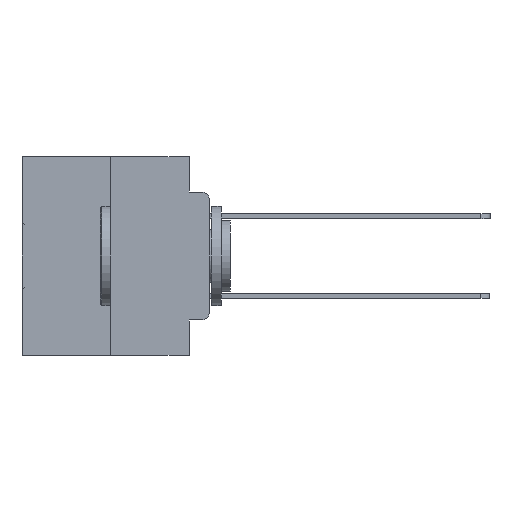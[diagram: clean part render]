
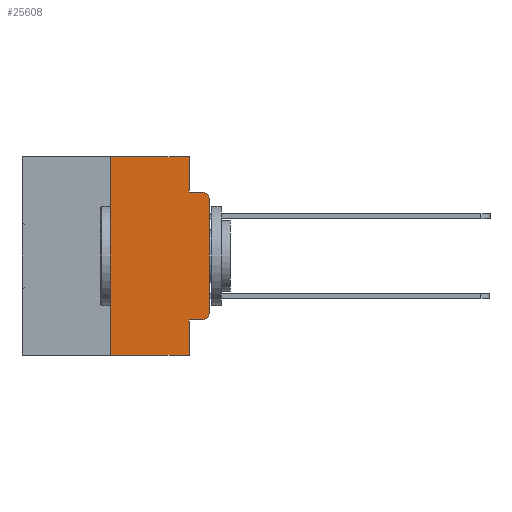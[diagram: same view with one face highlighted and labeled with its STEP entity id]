
A CAD part, left-side view. The second image highlights one B-rep face of the part: STEP entity #25608.
In plain terms, the highlighted planar face has unit normal (-1, 0, 0).
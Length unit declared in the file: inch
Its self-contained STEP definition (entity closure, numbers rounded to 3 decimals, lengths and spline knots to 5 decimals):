
#504 = LINE ( 'NONE', #10338, #21356 ) ;
#1610 = VERTEX_POINT ( 'NONE', #15781 ) ;
#1833 = CARTESIAN_POINT ( 'NONE',  ( 0., 0.473, -0.5 ) ) ;
#2357 = VERTEX_POINT ( 'NONE', #4439 ) ;
#3206 = CARTESIAN_POINT ( 'NONE',  ( 0., 0.25, 0. ) ) ;
#3439 = EDGE_CURVE ( 'NONE', #26595, #1610, #504, .T. ) ;
#4439 = CARTESIAN_POINT ( 'NONE',  ( 0., 0., -0.3915 ) ) ;
#5226 = ORIENTED_EDGE ( 'NONE', *, *, #29171, .T. ) ;
#5658 = VERTEX_POINT ( 'NONE', #28354 ) ;
#5742 = CARTESIAN_POINT ( 'NONE',  ( 0., 0.25, -0.5 ) ) ;
#6201 = VECTOR ( 'NONE', #19325, 39.37008 ) ;
#6702 = CARTESIAN_POINT ( 'NONE',  ( 0., 0.02, -0.0885 ) ) ;
#7018 = DIRECTION ( 'NONE',  ( -1., 0., 0. ) ) ;
#7446 = VERTEX_POINT ( 'NONE', #32941 ) ;
#7586 = DIRECTION ( 'NONE',  ( 0., 0., -1. ) ) ;
#8143 = ORIENTED_EDGE ( 'NONE', *, *, #31001, .T. ) ;
#8183 = ORIENTED_EDGE ( 'NONE', *, *, #24740, .F. ) ;
#8927 = EDGE_CURVE ( 'NONE', #26595, #5658, #32264, .T. ) ;
#9516 = ORIENTED_EDGE ( 'NONE', *, *, #3439, .F. ) ;
#10010 = DIRECTION ( 'NONE',  ( 0., -1., 0. ) ) ;
#10338 = CARTESIAN_POINT ( 'NONE',  ( 0., 0.051, 0. ) ) ;
#10783 = ORIENTED_EDGE ( 'NONE', *, *, #28377, .F. ) ;
#11432 = CARTESIAN_POINT ( 'NONE',  ( 0., 0.02, -0.3915 ) ) ;
#11460 = DIRECTION ( 'NONE',  ( 0., 0., -1. ) ) ;
#12691 = VERTEX_POINT ( 'NONE', #6702 ) ;
#13045 = LINE ( 'NONE', #24162, #20140 ) ;
#14151 = DIRECTION ( 'NONE',  ( 0., 0., -1. ) ) ;
#15781 = CARTESIAN_POINT ( 'NONE',  ( 0., 0.051, -0.5 ) ) ;
#16106 = CARTESIAN_POINT ( 'NONE',  ( 0., 0.473, 0. ) ) ;
#16140 = VERTEX_POINT ( 'NONE', #19473 ) ;
#16259 = LINE ( 'NONE', #16106, #31329 ) ;
#16295 = DIRECTION ( 'NONE',  ( 1., 0., 0. ) ) ;
#18357 = VERTEX_POINT ( 'NONE', #25921 ) ;
#18708 = DIRECTION ( 'NONE',  ( 0., 0., 1. ) ) ;
#19098 = EDGE_CURVE ( 'NONE', #7446, #16140, #25414, .T. ) ;
#19325 = DIRECTION ( 'NONE',  ( 0., 0., 1. ) ) ;
#19473 = CARTESIAN_POINT ( 'NONE',  ( 0., 0.051, -0.0885 ) ) ;
#19932 = CARTESIAN_POINT ( 'NONE',  ( 0., 0.051, -0.0885 ) ) ;
#20140 = VECTOR ( 'NONE', #18708, 39.37008 ) ;
#20435 = EDGE_CURVE ( 'NONE', #16140, #12691, #23667, .T. ) ;
#20903 = VERTEX_POINT ( 'NONE', #5742 ) ;
#21025 = CARTESIAN_POINT ( 'NONE',  ( 0., 0.051, 0. ) ) ;
#21356 = VECTOR ( 'NONE', #11460, 39.37008 ) ;
#21573 = EDGE_CURVE ( 'NONE', #5658, #2357, #24510, .T. ) ;
#21653 = ORIENTED_EDGE ( 'NONE', *, *, #28140, .T. ) ;
#22087 = ORIENTED_EDGE ( 'NONE', *, *, #20435, .F. ) ;
#22161 = VECTOR ( 'NONE', #10010, 39.37008 ) ;
#22808 = VECTOR ( 'NONE', #33337, 39.37008 ) ;
#22934 = ORIENTED_EDGE ( 'NONE', *, *, #19098, .F. ) ;
#23145 = CARTESIAN_POINT ( 'NONE',  ( 0., 0.02, -0.1085 ) ) ;
#23166 = EDGE_LOOP ( 'NONE', ( #21653, #8143, #22087, #22934, #8183, #10783, #5226, #9516, #31738, #32540 ) ) ;
#23363 = CIRCLE ( 'NONE', #31821, 0.02 ) ;
#23667 = LINE ( 'NONE', #19932, #22808 ) ;
#23992 = AXIS2_PLACEMENT_3D ( 'NONE', #11432, #30177, #14151 ) ;
#24162 = CARTESIAN_POINT ( 'NONE',  ( 0., 0., 0. ) ) ;
#24370 = CARTESIAN_POINT ( 'NONE',  ( 0., 0.051, -0.4115 ) ) ;
#24431 = CARTESIAN_POINT ( 'NONE',  ( 0., 0., -0.1085 ) ) ;
#24510 = CIRCLE ( 'NONE', #23992, 0.02 ) ;
#24740 = EDGE_CURVE ( 'NONE', #18357, #7446, #16259, .T. ) ;
#25232 = VECTOR ( 'NONE', #32330, 39.37008 ) ;
#25414 = LINE ( 'NONE', #21025, #32433 ) ;
#25608 = ADVANCED_FACE ( 'NONE', ( #31263 ), #29644, .F. ) ;
#25622 = VERTEX_POINT ( 'NONE', #24431 ) ;
#25880 = DIRECTION ( 'NONE',  ( 0., 0., -1. ) ) ;
#25921 = CARTESIAN_POINT ( 'NONE',  ( 0., 0.25, 0. ) ) ;
#26086 = AXIS2_PLACEMENT_3D ( 'NONE', #32184, #16295, #33453 ) ;
#26595 = VERTEX_POINT ( 'NONE', #30863 ) ;
#26875 = LINE ( 'NONE', #3206, #6201 ) ;
#26925 = DIRECTION ( 'NONE',  ( 0., -1., 0. ) ) ;
#28140 = EDGE_CURVE ( 'NONE', #2357, #25622, #13045, .T. ) ;
#28354 = CARTESIAN_POINT ( 'NONE',  ( 0., 0.02, -0.4115 ) ) ;
#28377 = EDGE_CURVE ( 'NONE', #20903, #18357, #26875, .T. ) ;
#29171 = EDGE_CURVE ( 'NONE', #20903, #1610, #29294, .T. ) ;
#29294 = LINE ( 'NONE', #1833, #22161 ) ;
#29644 = PLANE ( 'NONE',  #26086 ) ;
#30177 = DIRECTION ( 'NONE',  ( -1., 0., 0. ) ) ;
#30863 = CARTESIAN_POINT ( 'NONE',  ( 0., 0.051, -0.4115 ) ) ;
#31001 = EDGE_CURVE ( 'NONE', #25622, #12691, #23363, .T. ) ;
#31263 = FACE_OUTER_BOUND ( 'NONE', #23166, .T. ) ;
#31329 = VECTOR ( 'NONE', #26925, 39.37008 ) ;
#31738 = ORIENTED_EDGE ( 'NONE', *, *, #8927, .T. ) ;
#31821 = AXIS2_PLACEMENT_3D ( 'NONE', #23145, #7018, #25880 ) ;
#32184 = CARTESIAN_POINT ( 'NONE',  ( 0., 0.473, 0. ) ) ;
#32264 = LINE ( 'NONE', #24370, #25232 ) ;
#32330 = DIRECTION ( 'NONE',  ( 0., -1., 0. ) ) ;
#32433 = VECTOR ( 'NONE', #7586, 39.37008 ) ;
#32540 = ORIENTED_EDGE ( 'NONE', *, *, #21573, .T. ) ;
#32941 = CARTESIAN_POINT ( 'NONE',  ( 0., 0.051, 0. ) ) ;
#33337 = DIRECTION ( 'NONE',  ( 0., -1., 0. ) ) ;
#33453 = DIRECTION ( 'NONE',  ( 0., 0., -1. ) ) ;
